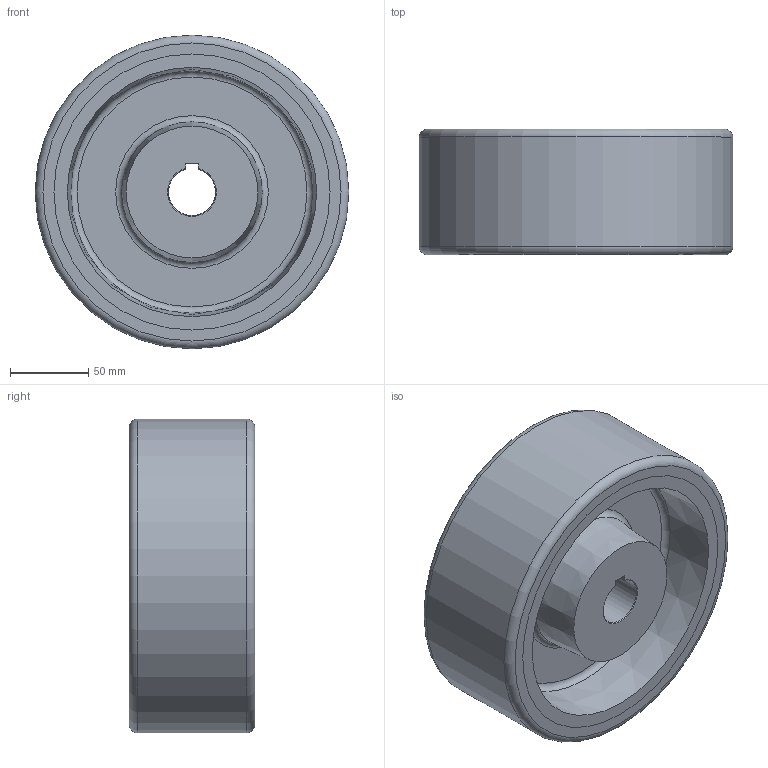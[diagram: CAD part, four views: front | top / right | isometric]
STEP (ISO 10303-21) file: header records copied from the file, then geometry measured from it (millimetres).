
FILE_DESCRIPTION(/* description */ (''),/* implementation_level */ '2;1');
FILE_NAME(/* name */ 'VULW200-80-80-KM30.step',/* time_stamp */ '2025-05-28T13:04:34+01:00',/* author */ (''),/* organization */ (''),/* preprocessor_version */ 'ST-DEVELOPER v20.1',/* originating_system */ 'Autodesk Translation Framework v14.10.0.0',/* authorisation */ '');
FILE_SCHEMA (('AUTOMOTIVE_DESIGN { 1 0 10303 214 3 1 1 }'));
Length unit declared in the file: millimetre
Products named in the file (4): VULW200-80-80-KM30; VULW200-80-80-PBM30 v2; CAST IRON RIM; VULKOLLAN TYRE
Assembly tree (3 placements, depth 3):
  VULW200-80-80-KM30
    VULW200-80-80-PBM30 v2
      CAST IRON RIM
      VULKOLLAN TYRE
Bounding box: 200 x 80 x 200 mm (x, y, z)
Volume: 1495291.5 mm3; surface area: 254380.8 mm2
Topology: 2 solids, 2 shells, 29 faces, 57 edges, 36 vertices
Faces by surface type: plane 11, cylinder 6, cone 6, torus 6
Full cylindrical faces by diameter (mm): 176 x2, 200 x1
Entity records: 880 total; most frequent: DIRECTION 159, CARTESIAN_POINT 137, ORIENTED_EDGE 114, AXIS2_PLACEMENT_3D 70, EDGE_CURVE 57, EDGE_LOOP 37, VERTEX_POINT 36, CIRCLE 34
